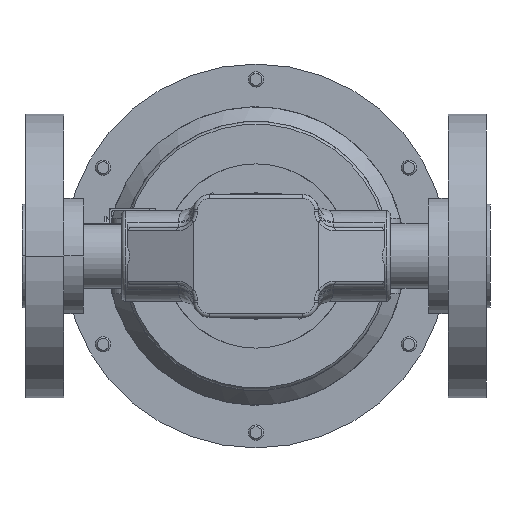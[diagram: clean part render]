
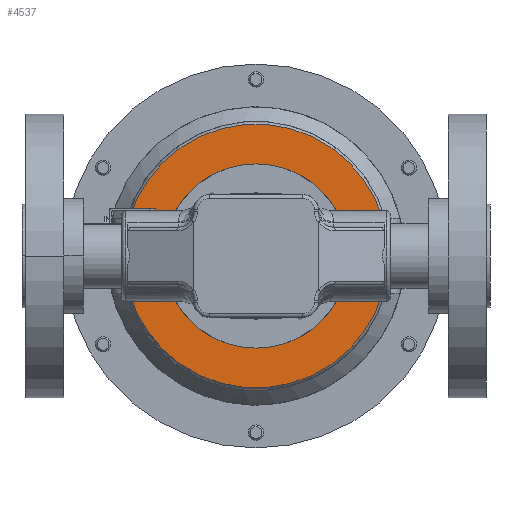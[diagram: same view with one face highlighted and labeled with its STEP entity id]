
A CAD part, front view. The second image highlights one B-rep face of the part: STEP entity #4537.
In plain terms, the highlighted planar face has unit normal (0, -1, 0).
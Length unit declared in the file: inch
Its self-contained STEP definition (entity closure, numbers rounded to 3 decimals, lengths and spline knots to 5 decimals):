
#498 = CARTESIAN_POINT ( 'NONE',  ( 4.40405, 12.24298, 5.35573 ) ) ;
#849 = AXIS2_PLACEMENT_3D ( 'NONE', #28121, #28095, #28084 ) ;
#921 = EDGE_CURVE ( 'NONE', #7967, #16868, #24972, .T. ) ;
#1056 = ORIENTED_EDGE ( 'NONE', *, *, #27363, .T. ) ;
#1150 = VERTEX_POINT ( 'NONE', #17436 ) ;
#1729 = DIRECTION ( 'NONE',  ( 0., -1., 0. ) ) ;
#1850 = ORIENTED_EDGE ( 'NONE', *, *, #9831, .T. ) ;
#2033 = DIRECTION ( 'NONE',  ( 0., 0., 1. ) ) ;
#2327 = DIRECTION ( 'NONE',  ( -1., 0., 0. ) ) ;
#3152 = CARTESIAN_POINT ( 'NONE',  ( 0.22346, 12.24298, 6.52573 ) ) ;
#3243 = EDGE_CURVE ( 'NONE', #19754, #7967, #6548, .T. ) ;
#3263 = CIRCLE ( 'NONE', #3281, 2.4285 ) ;
#3281 = AXIS2_PLACEMENT_3D ( 'NONE', #18632, #18705, #18560 ) ;
#3459 = CIRCLE ( 'NONE', #849, 2.4285 ) ;
#4479 = DIRECTION ( 'NONE',  ( 0., -1., 0. ) ) ;
#4537 = ADVANCED_FACE ( 'NONE', ( #8155, #12289 ), #20664, .F. ) ;
#4592 = CARTESIAN_POINT ( 'NONE',  ( 0.22346, 12.24298, 5.35573 ) ) ;
#5073 = CARTESIAN_POINT ( 'NONE',  ( 2.33648, 12.24298, 7.44073 ) ) ;
#5245 = CARTESIAN_POINT ( 'NONE',  ( 2.33648, 12.24298, 5.94073 ) ) ;
#5726 = EDGE_CURVE ( 'NONE', #20491, #7176, #3263, .T. ) ;
#6255 = VERTEX_POINT ( 'NONE', #8141 ) ;
#6548 = CIRCLE ( 'NONE', #23112, 2.14874 ) ;
#6663 = VECTOR ( 'NONE', #9484, 39.37008 ) ;
#6733 = ORIENTED_EDGE ( 'NONE', *, *, #921, .T. ) ;
#7176 = VERTEX_POINT ( 'NONE', #8149 ) ;
#7222 = EDGE_CURVE ( 'NONE', #17932, #29313, #12306, .T. ) ;
#7563 = EDGE_CURVE ( 'NONE', #24651, #1150, #14856, .T. ) ;
#7616 = ORIENTED_EDGE ( 'NONE', *, *, #7563, .F. ) ;
#7967 = VERTEX_POINT ( 'NONE', #27216 ) ;
#8141 = CARTESIAN_POINT ( 'NONE',  ( 0.22346, 12.24298, 5.35573 ) ) ;
#8149 = CARTESIAN_POINT ( 'NONE',  ( 4.69346, 12.24298, 6.52573 ) ) ;
#8155 = FACE_BOUND ( 'NONE', #27486, .T. ) ;
#8183 = CARTESIAN_POINT ( 'NONE',  ( 4.40405, 12.24298, 6.52573 ) ) ;
#8551 = DIRECTION ( 'NONE',  ( 1., 0., 0. ) ) ;
#8979 = EDGE_CURVE ( 'NONE', #1150, #24651, #25042, .T. ) ;
#9484 = DIRECTION ( 'NONE',  ( 1., 0., 0. ) ) ;
#9828 = CARTESIAN_POINT ( 'NONE',  ( 2.33648, 12.24298, 5.94073 ) ) ;
#9831 = EDGE_CURVE ( 'NONE', #7176, #19754, #30825, .T. ) ;
#9859 = DIRECTION ( 'NONE',  ( 0., -1., 0. ) ) ;
#9919 = DIRECTION ( 'NONE',  ( 1., 0., 0. ) ) ;
#10503 = CARTESIAN_POINT ( 'NONE',  ( 0.22346, 12.24298, 6.52573 ) ) ;
#11152 = ORIENTED_EDGE ( 'NONE', *, *, #11865, .T. ) ;
#11865 = EDGE_CURVE ( 'NONE', #29313, #21291, #31076, .T. ) ;
#12289 = FACE_OUTER_BOUND ( 'NONE', #15220, .T. ) ;
#12306 = CIRCLE ( 'NONE', #23553, 2.14874 ) ;
#12958 = DIRECTION ( 'NONE',  ( -1., 0., 0. ) ) ;
#13322 = CARTESIAN_POINT ( 'NONE',  ( 0.22346, 12.24298, 6.52573 ) ) ;
#14816 = CARTESIAN_POINT ( 'NONE',  ( 4.76498, 12.24298, 5.94073 ) ) ;
#14856 = CIRCLE ( 'NONE', #26786, 1.5 ) ;
#15220 = EDGE_LOOP ( 'NONE', ( #22237, #6733, #20977, #1056, #31190, #11152, #19027, #22323, #1850 ) ) ;
#15518 = DIRECTION ( 'NONE',  ( 0., -1., 0. ) ) ;
#16576 = AXIS2_PLACEMENT_3D ( 'NONE', #20669, #20780, #20786 ) ;
#16608 = CARTESIAN_POINT ( 'NONE',  ( 2.33648, 12.24298, 5.94073 ) ) ;
#16868 = VERTEX_POINT ( 'NONE', #13322 ) ;
#17214 = CARTESIAN_POINT ( 'NONE',  ( 0.2689, 12.24298, 5.35573 ) ) ;
#17436 = CARTESIAN_POINT ( 'NONE',  ( 2.33648, 12.24298, 4.44073 ) ) ;
#17656 = EDGE_CURVE ( 'NONE', #21291, #20491, #3459, .T. ) ;
#17932 = VERTEX_POINT ( 'NONE', #17214 ) ;
#18467 = LINE ( 'NONE', #4592, #6663 ) ;
#18560 = DIRECTION ( 'NONE',  ( 1., 0., 0. ) ) ;
#18632 = CARTESIAN_POINT ( 'NONE',  ( 2.33648, 12.24298, 5.94073 ) ) ;
#18705 = DIRECTION ( 'NONE',  ( 0., -1., 0. ) ) ;
#19027 = ORIENTED_EDGE ( 'NONE', *, *, #17656, .T. ) ;
#19445 = DIRECTION ( 'NONE',  ( 1., 0., 0. ) ) ;
#19754 = VERTEX_POINT ( 'NONE', #8183 ) ;
#20241 = AXIS2_PLACEMENT_3D ( 'NONE', #5245, #4479, #19445 ) ;
#20483 = AXIS2_PLACEMENT_3D ( 'NONE', #16608, #1729, #2033 ) ;
#20491 = VERTEX_POINT ( 'NONE', #14816 ) ;
#20664 = PLANE ( 'NONE',  #16576 ) ;
#20669 = CARTESIAN_POINT ( 'NONE',  ( 2.33648, 12.24298, 5.48073 ) ) ;
#20780 = DIRECTION ( 'NONE',  ( 0., 1., 0. ) ) ;
#20786 = DIRECTION ( 'NONE',  ( 1., 0., 0. ) ) ;
#20977 = ORIENTED_EDGE ( 'NONE', *, *, #24646, .T. ) ;
#21144 = VECTOR ( 'NONE', #12958, 39.37008 ) ;
#21291 = VERTEX_POINT ( 'NONE', #22141 ) ;
#22141 = CARTESIAN_POINT ( 'NONE',  ( 4.69346, 12.24298, 5.35573 ) ) ;
#22237 = ORIENTED_EDGE ( 'NONE', *, *, #3243, .T. ) ;
#22323 = ORIENTED_EDGE ( 'NONE', *, *, #5726, .T. ) ;
#23073 = DIRECTION ( 'NONE',  ( 1., 0., 0. ) ) ;
#23112 = AXIS2_PLACEMENT_3D ( 'NONE', #9828, #9859, #9919 ) ;
#23553 = AXIS2_PLACEMENT_3D ( 'NONE', #23857, #26560, #23073 ) ;
#23594 = DIRECTION ( 'NONE',  ( 0., 0., 1. ) ) ;
#23857 = CARTESIAN_POINT ( 'NONE',  ( 2.33648, 12.24298, 5.94073 ) ) ;
#24400 = ORIENTED_EDGE ( 'NONE', *, *, #8979, .F. ) ;
#24646 = EDGE_CURVE ( 'NONE', #16868, #6255, #29668, .T. ) ;
#24651 = VERTEX_POINT ( 'NONE', #5073 ) ;
#24972 = LINE ( 'NONE', #10503, #21144 ) ;
#25042 = CIRCLE ( 'NONE', #20483, 1.5 ) ;
#25283 = CARTESIAN_POINT ( 'NONE',  ( 2.33648, 12.24298, 5.94073 ) ) ;
#26560 = DIRECTION ( 'NONE',  ( 0., -1., 0. ) ) ;
#26786 = AXIS2_PLACEMENT_3D ( 'NONE', #25283, #15518, #23594 ) ;
#27216 = CARTESIAN_POINT ( 'NONE',  ( 0.2689, 12.24298, 6.52573 ) ) ;
#27363 = EDGE_CURVE ( 'NONE', #6255, #17932, #18467, .T. ) ;
#27486 = EDGE_LOOP ( 'NONE', ( #24400, #7616 ) ) ;
#28032 = CARTESIAN_POINT ( 'NONE',  ( 0.22346, 12.24298, 5.35573 ) ) ;
#28084 = DIRECTION ( 'NONE',  ( 1., 0., 0. ) ) ;
#28095 = DIRECTION ( 'NONE',  ( 0., -1., 0. ) ) ;
#28121 = CARTESIAN_POINT ( 'NONE',  ( 2.33648, 12.24298, 5.94073 ) ) ;
#29313 = VERTEX_POINT ( 'NONE', #498 ) ;
#29668 = CIRCLE ( 'NONE', #20241, 2.1925 ) ;
#30825 = LINE ( 'NONE', #3152, #30893 ) ;
#30893 = VECTOR ( 'NONE', #2327, 39.37008 ) ;
#30937 = VECTOR ( 'NONE', #8551, 39.37008 ) ;
#31076 = LINE ( 'NONE', #28032, #30937 ) ;
#31190 = ORIENTED_EDGE ( 'NONE', *, *, #7222, .T. ) ;
